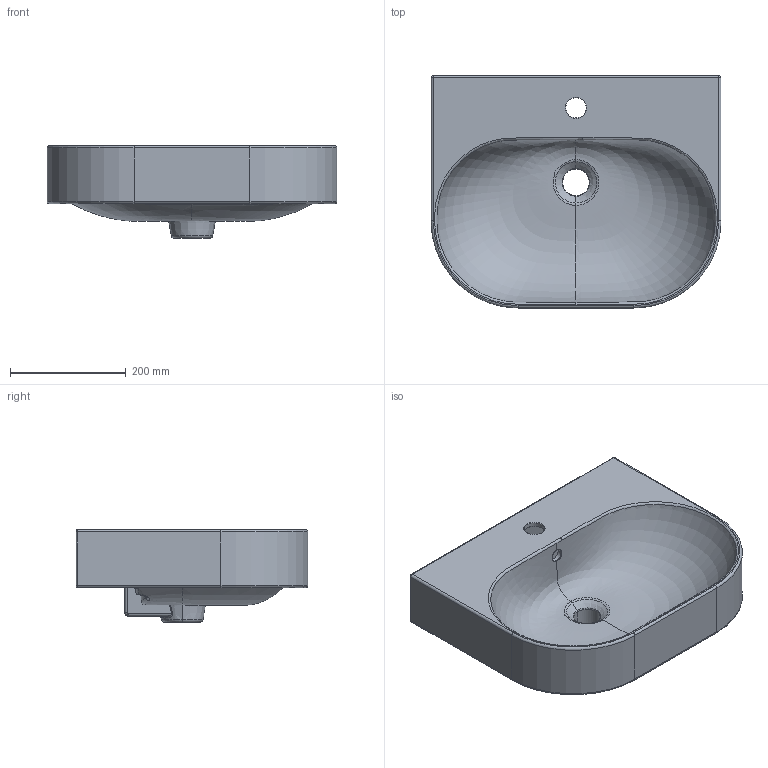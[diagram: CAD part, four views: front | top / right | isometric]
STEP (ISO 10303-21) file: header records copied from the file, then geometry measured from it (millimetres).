
FILE_DESCRIPTION((''),'2;1');
FILE_NAME('B174M','2020-04-18T08:37:38',('Administrator'),(''),'CREO PARAMETRIC BY PTC INC, 2018400','CREO PARAMETRIC BY PTC INC, 2018400','');
FILE_SCHEMA(('CONFIG_CONTROL_DESIGN'));
Products named in the file (1): B174M
Bounding box: 500 x 400 x 159.98 mm (x, y, z)
Volume: 8877304 mm3; surface area: 714251.3 mm2
Topology: 1 solids, 1 shells, 335 faces, 797 edges, 448 vertices
Faces by surface type: bspline 132, cylinder 113, torus 40, plane 39, cone 9, extrusion 2
Entity records: 35350 total; most frequent: CARTESIAN_POINT 28611, ORIENTED_EDGE 1556, DIRECTION 1132, EDGE_CURVE 778, AXIS2_PLACEMENT_3D 455, VERTEX_POINT 447, EDGE_LOOP 347, FACE_OUTER_BOUND 334
